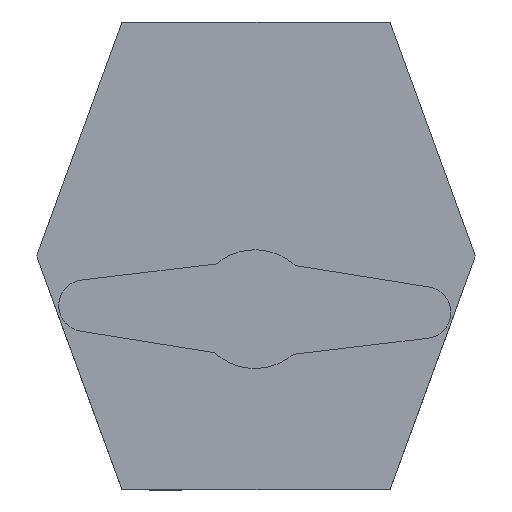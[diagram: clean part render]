
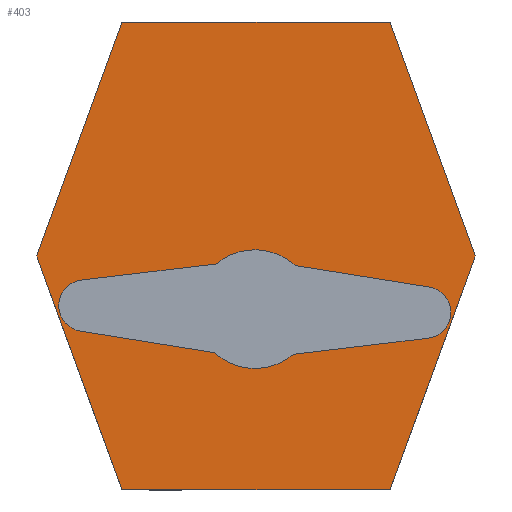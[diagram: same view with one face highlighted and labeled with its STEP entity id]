
A CAD part, front view. The second image highlights one B-rep face of the part: STEP entity #403.
In plain terms, the highlighted planar face has unit normal (0, -1, 0).
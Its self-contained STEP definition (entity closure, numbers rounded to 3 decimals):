
#2 = ORIENTED_EDGE ( 'NONE', *, *, #466, .T. ) ;
#5 = ORIENTED_EDGE ( 'NONE', *, *, #369, .F. ) ;
#16 = ORIENTED_EDGE ( 'NONE', *, *, #788, .F. ) ;
#21 = LINE ( 'NONE', #360, #514 ) ;
#23 = VERTEX_POINT ( 'NONE', #769 ) ;
#50 = VECTOR ( 'NONE', #591, 1000. ) ;
#51 = CARTESIAN_POINT ( 'NONE',  ( 0., 0., 0. ) ) ;
#56 = CARTESIAN_POINT ( 'NONE',  ( 0., 0., 0. ) ) ;
#60 = DIRECTION ( 'NONE',  ( 1., 0., 0. ) ) ;
#61 = DIRECTION ( 'NONE',  ( -0.993, 0., -0.118 ) ) ;
#70 = CIRCLE ( 'NONE', #724, 2.55 ) ;
#95 = ORIENTED_EDGE ( 'NONE', *, *, #970, .F. ) ;
#107 = VECTOR ( 'NONE', #810, 1000. ) ;
#109 = CARTESIAN_POINT ( 'NONE',  ( 13.135, 0., -28.375 ) ) ;
#112 = EDGE_LOOP ( 'NONE', ( #823, #5, #594, #375, #994, #95 ) ) ;
#132 = DIRECTION ( 'NONE',  ( 0.342, 0., 0.94 ) ) ;
#136 = LINE ( 'NONE', #665, #1121 ) ;
#142 = LINE ( 'NONE', #952, #817 ) ;
#164 = CARTESIAN_POINT ( 'NONE',  ( -3.692, 0., -28.033 ) ) ;
#171 = CARTESIAN_POINT ( 'NONE',  ( 13.135, 0., -28.375 ) ) ;
#172 = CARTESIAN_POINT ( 'NONE',  ( 26.5, 0., -46.25 ) ) ;
#183 = EDGE_CURVE ( 'NONE', #23, #1019, #437, .T. ) ;
#186 = DIRECTION ( 'NONE',  ( 0., -1., 0. ) ) ;
#188 = ORIENTED_EDGE ( 'NONE', *, *, #183, .T. ) ;
#191 = DIRECTION ( 'NONE',  ( 0., 1., 0. ) ) ;
#193 = VERTEX_POINT ( 'NONE', #1062 ) ;
#197 = CARTESIAN_POINT ( 'NONE',  ( 29.962, 0., -28.717 ) ) ;
#204 = VERTEX_POINT ( 'NONE', #172 ) ;
#217 = CARTESIAN_POINT ( 'NONE',  ( 0., 0., -46.25 ) ) ;
#220 = VECTOR ( 'NONE', #1153, 1000. ) ;
#221 = CARTESIAN_POINT ( 'NONE',  ( 26.5, 0., 0. ) ) ;
#238 = LINE ( 'NONE', #217, #50 ) ;
#247 = VERTEX_POINT ( 'NONE', #433 ) ;
#249 = DIRECTION ( 'NONE',  ( 0.987, 0., -0.159 ) ) ;
#287 = LINE ( 'NONE', #305, #518 ) ;
#300 = VERTEX_POINT ( 'NONE', #464 ) ;
#305 = CARTESIAN_POINT ( 'NONE',  ( 34.917, 0., -23.125 ) ) ;
#313 = EDGE_CURVE ( 'NONE', #987, #204, #287, .T. ) ;
#325 = CARTESIAN_POINT ( 'NONE',  ( 30.264, 0., -31.25 ) ) ;
#353 = CARTESIAN_POINT ( 'NONE',  ( 30.366, 0., -26.2 ) ) ;
#360 = CARTESIAN_POINT ( 'NONE',  ( -4.892, 0., -30.422 ) ) ;
#368 = VECTOR ( 'NONE', #249, 1000. ) ;
#369 = EDGE_CURVE ( 'NONE', #1006, #247, #1009, .T. ) ;
#375 = ORIENTED_EDGE ( 'NONE', *, *, #313, .F. ) ;
#403 = ADVANCED_FACE ( 'NONE', ( #482, #1122 ), #587, .F. ) ;
#413 = LINE ( 'NONE', #768, #501 ) ;
#430 = CARTESIAN_POINT ( 'NONE',  ( 0., 0., 0. ) ) ;
#433 = CARTESIAN_POINT ( 'NONE',  ( -8.417, 0., -23.125 ) ) ;
#436 = DIRECTION ( 'NONE',  ( 0., 0., 1. ) ) ;
#437 = LINE ( 'NONE', #700, #368 ) ;
#440 = EDGE_CURVE ( 'NONE', #247, #460, #142, .T. ) ;
#447 = EDGE_CURVE ( 'NONE', #484, #835, #136, .T. ) ;
#460 = VERTEX_POINT ( 'NONE', #56 ) ;
#463 = EDGE_CURVE ( 'NONE', #204, #1006, #238, .T. ) ;
#464 = CARTESIAN_POINT ( 'NONE',  ( 9.153, 0., -32.681 ) ) ;
#466 = EDGE_CURVE ( 'NONE', #956, #193, #413, .T. ) ;
#482 = FACE_BOUND ( 'NONE', #830, .T. ) ;
#484 = VERTEX_POINT ( 'NONE', #325 ) ;
#501 = VECTOR ( 'NONE', #846, 1000. ) ;
#512 = CARTESIAN_POINT ( 'NONE',  ( -3.994, 0., -25.5 ) ) ;
#514 = VECTOR ( 'NONE', #713, 1000. ) ;
#518 = VECTOR ( 'NONE', #1016, 1000. ) ;
#522 = ORIENTED_EDGE ( 'NONE', *, *, #447, .T. ) ;
#531 = AXIS2_PLACEMENT_3D ( 'NONE', #197, #191, #931 ) ;
#542 = DIRECTION ( 'NONE',  ( 0., 0., 1. ) ) ;
#566 = CARTESIAN_POINT ( 'NONE',  ( 13.135, 0., -28.375 ) ) ;
#569 = CIRCLE ( 'NONE', #1041, 5.865 ) ;
#576 = CARTESIAN_POINT ( 'NONE',  ( 16.939, 0., -32.839 ) ) ;
#587 = PLANE ( 'NONE',  #1063 ) ;
#591 = DIRECTION ( 'NONE',  ( -1., 0., 0. ) ) ;
#594 = ORIENTED_EDGE ( 'NONE', *, *, #463, .F. ) ;
#602 = CARTESIAN_POINT ( 'NONE',  ( 13.254, 0., -22.511 ) ) ;
#603 = CIRCLE ( 'NONE', #531, 2.55 ) ;
#616 = EDGE_CURVE ( 'NONE', #1108, #956, #70, .T. ) ;
#623 = EDGE_CURVE ( 'NONE', #916, #987, #793, .T. ) ;
#636 = DIRECTION ( 'NONE',  ( 0., -1., 0. ) ) ;
#641 = DIRECTION ( 'NONE',  ( 0., -1., 0. ) ) ;
#643 = CIRCLE ( 'NONE', #1078, 5.865 ) ;
#652 = ORIENTED_EDGE ( 'NONE', *, *, #616, .T. ) ;
#661 = VERTEX_POINT ( 'NONE', #602 ) ;
#665 = CARTESIAN_POINT ( 'NONE',  ( 4.101, 0., -34.371 ) ) ;
#669 = EDGE_CURVE ( 'NONE', #23, #661, #933, .T. ) ;
#685 = ORIENTED_EDGE ( 'NONE', *, *, #704, .F. ) ;
#691 = LINE ( 'NONE', #430, #968 ) ;
#700 = CARTESIAN_POINT ( 'NONE',  ( -3.342, 0., -20.779 ) ) ;
#704 = EDGE_CURVE ( 'NONE', #661, #193, #569, .T. ) ;
#713 = DIRECTION ( 'NONE',  ( -0.987, 0., 0.159 ) ) ;
#714 = EDGE_CURVE ( 'NONE', #1019, #484, #603, .T. ) ;
#724 = AXIS2_PLACEMENT_3D ( 'NONE', #164, #884, #436 ) ;
#743 = EDGE_CURVE ( 'NONE', #300, #1108, #21, .T. ) ;
#746 = ORIENTED_EDGE ( 'NONE', *, *, #669, .F. ) ;
#768 = CARTESIAN_POINT ( 'NONE',  ( 2.944, 0., -24.673 ) ) ;
#769 = CARTESIAN_POINT ( 'NONE',  ( 17.117, 0., -24.069 ) ) ;
#788 = EDGE_CURVE ( 'NONE', #300, #835, #643, .T. ) ;
#793 = LINE ( 'NONE', #1049, #220 ) ;
#800 = ORIENTED_EDGE ( 'NONE', *, *, #714, .T. ) ;
#810 = DIRECTION ( 'NONE',  ( -0.342, 0., 0.94 ) ) ;
#817 = VECTOR ( 'NONE', #132, 1000. ) ;
#823 = ORIENTED_EDGE ( 'NONE', *, *, #440, .F. ) ;
#824 = DIRECTION ( 'NONE',  ( 0., 0., 1. ) ) ;
#829 = CARTESIAN_POINT ( 'NONE',  ( -4.096, 0., -30.55 ) ) ;
#830 = EDGE_LOOP ( 'NONE', ( #746, #188, #800, #522, #16, #1076, #652, #2, #685 ) ) ;
#835 = VERTEX_POINT ( 'NONE', #576 ) ;
#846 = DIRECTION ( 'NONE',  ( 0.993, 0., 0.118 ) ) ;
#850 = DIRECTION ( 'NONE',  ( 0., 0., 1. ) ) ;
#884 = DIRECTION ( 'NONE',  ( 0., 1., 0. ) ) ;
#888 = AXIS2_PLACEMENT_3D ( 'NONE', #171, #641, #1087 ) ;
#916 = VERTEX_POINT ( 'NONE', #221 ) ;
#931 = DIRECTION ( 'NONE',  ( 0., 0., 1. ) ) ;
#933 = CIRCLE ( 'NONE', #888, 5.865 ) ;
#952 = CARTESIAN_POINT ( 'NONE',  ( -8.417, 0., -23.125 ) ) ;
#956 = VERTEX_POINT ( 'NONE', #512 ) ;
#968 = VECTOR ( 'NONE', #60, 1000. ) ;
#970 = EDGE_CURVE ( 'NONE', #460, #916, #691, .T. ) ;
#979 = CARTESIAN_POINT ( 'NONE',  ( 34.917, 0., -23.125 ) ) ;
#987 = VERTEX_POINT ( 'NONE', #979 ) ;
#994 = ORIENTED_EDGE ( 'NONE', *, *, #623, .F. ) ;
#1006 = VERTEX_POINT ( 'NONE', #1136 ) ;
#1009 = LINE ( 'NONE', #1094, #107 ) ;
#1016 = DIRECTION ( 'NONE',  ( -0.342, 0., -0.94 ) ) ;
#1019 = VERTEX_POINT ( 'NONE', #353 ) ;
#1025 = DIRECTION ( 'NONE',  ( 0., 1., 0. ) ) ;
#1041 = AXIS2_PLACEMENT_3D ( 'NONE', #566, #636, #824 ) ;
#1049 = CARTESIAN_POINT ( 'NONE',  ( 26.5, 0., 0. ) ) ;
#1062 = CARTESIAN_POINT ( 'NONE',  ( 9.331, 0., -23.911 ) ) ;
#1063 = AXIS2_PLACEMENT_3D ( 'NONE', #51, #1025, #850 ) ;
#1076 = ORIENTED_EDGE ( 'NONE', *, *, #743, .T. ) ;
#1078 = AXIS2_PLACEMENT_3D ( 'NONE', #109, #186, #542 ) ;
#1087 = DIRECTION ( 'NONE',  ( 0., 0., 1. ) ) ;
#1094 = CARTESIAN_POINT ( 'NONE',  ( 0., 0., -46.25 ) ) ;
#1108 = VERTEX_POINT ( 'NONE', #829 ) ;
#1121 = VECTOR ( 'NONE', #61, 1000. ) ;
#1122 = FACE_OUTER_BOUND ( 'NONE', #112, .T. ) ;
#1136 = CARTESIAN_POINT ( 'NONE',  ( 0., 0., -46.25 ) ) ;
#1153 = DIRECTION ( 'NONE',  ( 0.342, 0., -0.94 ) ) ;
